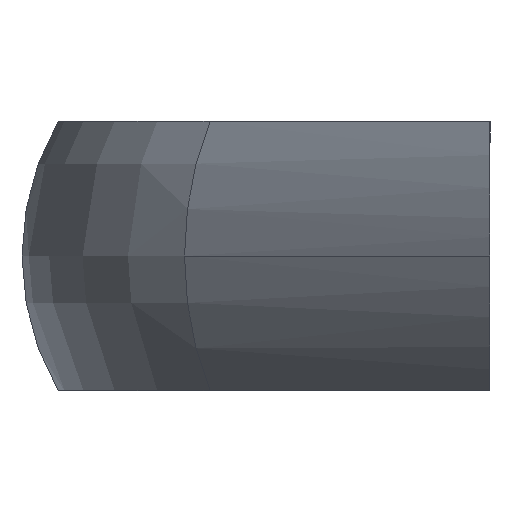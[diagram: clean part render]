
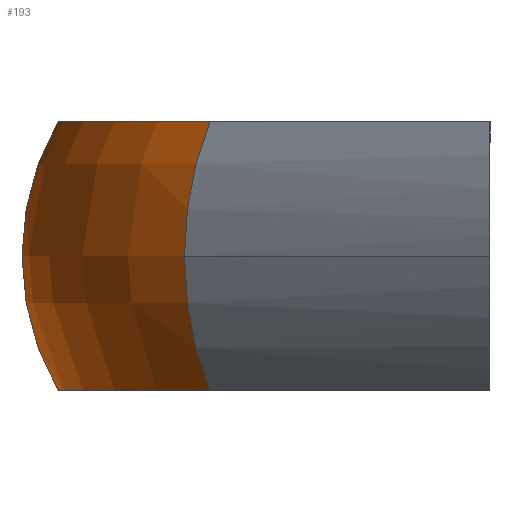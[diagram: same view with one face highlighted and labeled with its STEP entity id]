
A CAD part, left-side view. The second image highlights one B-rep face of the part: STEP entity #193.
In plain terms, the highlighted toroidal (fillet/blend) face has major radius 15.83 mm and minor radius 15 mm.
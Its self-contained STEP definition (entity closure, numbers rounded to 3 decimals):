
#3 = EDGE_LOOP ( 'NONE', ( #269, #931, #663, #74, #627, #259 ) ) ;
#53 = DIRECTION ( 'NONE',  ( -0.707, 0.707, 0. ) ) ;
#74 = ORIENTED_EDGE ( 'NONE', *, *, #148, .F. ) ;
#75 = AXIS2_PLACEMENT_3D ( 'NONE', #671, #522, #355 ) ;
#90 = CARTESIAN_POINT ( 'NONE',  ( -49.73, 23.99, -7.5 ) ) ;
#114 = EDGE_CURVE ( 'NONE', #144, #832, #926, .T. ) ;
#126 = AXIS2_PLACEMENT_3D ( 'NONE', #561, #306, #53 ) ;
#144 = VERTEX_POINT ( 'NONE', #1023 ) ;
#148 = EDGE_CURVE ( 'NONE', #811, #394, #428, .T. ) ;
#164 = AXIS2_PLACEMENT_3D ( 'NONE', #350, #990, #828 ) ;
#193 = ADVANCED_FACE ( 'NONE', ( #878 ), #740, .T. ) ;
#194 = CARTESIAN_POINT ( 'NONE',  ( -60.923, 6.364, 0. ) ) ;
#210 = DIRECTION ( 'NONE',  ( 0., 0., 1. ) ) ;
#259 = ORIENTED_EDGE ( 'NONE', *, *, #954, .T. ) ;
#269 = ORIENTED_EDGE ( 'NONE', *, *, #114, .T. ) ;
#293 = CARTESIAN_POINT ( 'NONE',  ( -49.73, 23.99, 7.5 ) ) ;
#306 = DIRECTION ( 'NONE',  ( 0., 0., -1. ) ) ;
#310 = DIRECTION ( 'NONE',  ( 0., 0., -1. ) ) ;
#343 = CARTESIAN_POINT ( 'NONE',  ( -71.53, 16.97, 0. ) ) ;
#347 = VERTEX_POINT ( 'NONE', #466 ) ;
#350 = CARTESIAN_POINT ( 'NONE',  ( -60.923, 6.364, 0. ) ) ;
#355 = DIRECTION ( 'NONE',  ( 0., 0., 1. ) ) ;
#358 = DIRECTION ( 'NONE',  ( 0.707, 0.707, 0. ) ) ;
#394 = VERTEX_POINT ( 'NONE', #90 ) ;
#400 = VERTEX_POINT ( 'NONE', #343 ) ;
#428 = CIRCLE ( 'NONE', #639, 28.82 ) ;
#466 = CARTESIAN_POINT ( 'NONE',  ( -49.73, 26., 0. ) ) ;
#479 = CIRCLE ( 'NONE', #1008, 15. ) ;
#497 = CIRCLE ( 'NONE', #744, 15. ) ;
#501 = DIRECTION ( 'NONE',  ( -1., 0., 0. ) ) ;
#514 = EDGE_CURVE ( 'NONE', #811, #400, #723, .T. ) ;
#522 = DIRECTION ( 'NONE',  ( 1., 0., 0. ) ) ;
#531 = EDGE_CURVE ( 'NONE', #394, #347, #952, .T. ) ;
#561 = CARTESIAN_POINT ( 'NONE',  ( -49.73, -4.83, 7.5 ) ) ;
#627 = ORIENTED_EDGE ( 'NONE', *, *, #514, .T. ) ;
#639 = AXIS2_PLACEMENT_3D ( 'NONE', #713, #310, #864 ) ;
#653 = CARTESIAN_POINT ( 'NONE',  ( -49.73, -4.83, 0. ) ) ;
#663 = ORIENTED_EDGE ( 'NONE', *, *, #531, .F. ) ;
#671 = CARTESIAN_POINT ( 'NONE',  ( -49.73, 11., 0. ) ) ;
#713 = CARTESIAN_POINT ( 'NONE',  ( -49.73, -4.83, -7.5 ) ) ;
#723 = CIRCLE ( 'NONE', #164, 15. ) ;
#740 = TOROIDAL_SURFACE ( 'NONE', #791, 15.83, 15. ) ;
#744 = AXIS2_PLACEMENT_3D ( 'NONE', #194, #358, #210 ) ;
#791 = AXIS2_PLACEMENT_3D ( 'NONE', #653, #1046, #501 ) ;
#795 = DIRECTION ( 'NONE',  ( 0., 0., 1. ) ) ;
#798 = EDGE_CURVE ( 'NONE', #347, #832, #479, .T. ) ;
#811 = VERTEX_POINT ( 'NONE', #1042 ) ;
#828 = DIRECTION ( 'NONE',  ( 0., 0., 1. ) ) ;
#832 = VERTEX_POINT ( 'NONE', #293 ) ;
#864 = DIRECTION ( 'NONE',  ( -0.707, 0.707, 0. ) ) ;
#865 = DIRECTION ( 'NONE',  ( 1., 0., 0. ) ) ;
#878 = FACE_OUTER_BOUND ( 'NONE', #3, .T. ) ;
#926 = CIRCLE ( 'NONE', #126, 28.82 ) ;
#930 = CARTESIAN_POINT ( 'NONE',  ( -49.73, 11., 0. ) ) ;
#931 = ORIENTED_EDGE ( 'NONE', *, *, #798, .F. ) ;
#952 = CIRCLE ( 'NONE', #75, 15. ) ;
#954 = EDGE_CURVE ( 'NONE', #400, #144, #497, .T. ) ;
#990 = DIRECTION ( 'NONE',  ( 0.707, 0.707, 0. ) ) ;
#1008 = AXIS2_PLACEMENT_3D ( 'NONE', #930, #865, #795 ) ;
#1023 = CARTESIAN_POINT ( 'NONE',  ( -70.109, 15.549, 7.5 ) ) ;
#1042 = CARTESIAN_POINT ( 'NONE',  ( -70.109, 15.549, -7.5 ) ) ;
#1046 = DIRECTION ( 'NONE',  ( 0., 0., -1. ) ) ;
